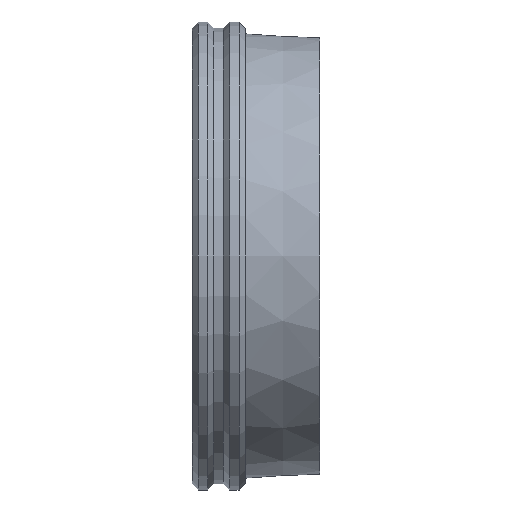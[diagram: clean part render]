
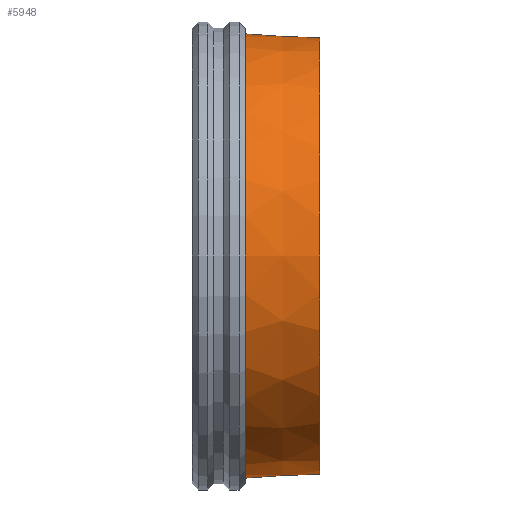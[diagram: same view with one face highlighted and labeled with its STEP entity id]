
A CAD part, left-side view. The second image highlights one B-rep face of the part: STEP entity #5948.
In plain terms, the highlighted conical face has half-angle 3 degrees and reference radius 153.36 mm.
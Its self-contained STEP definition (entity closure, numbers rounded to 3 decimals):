
#25=CONICAL_SURFACE('',#6349,153.36,0.052);
#839=FACE_OUTER_BOUND('',#1199,.T.);
#1199=EDGE_LOOP('',(#5472,#5473,#5474,#5475,#5476,#5477));
#1631=LINE('',#13507,#2063);
#2063=VECTOR('',#7545,153.36);
#2214=CIRCLE('',#6295,151.997);
#2217=CIRCLE('',#6298,151.997);
#2248=CIRCLE('',#6347,154.722);
#2249=CIRCLE('',#6348,154.722);
#2802=VERTEX_POINT('',#13400);
#2803=VERTEX_POINT('',#13401);
#2836=VERTEX_POINT('',#13502);
#2837=VERTEX_POINT('',#13503);
#3665=EDGE_CURVE('',#2802,#2803,#2214,.T.);
#3669=EDGE_CURVE('',#2803,#2802,#2217,.T.);
#3715=EDGE_CURVE('',#2836,#2837,#2248,.T.);
#3716=EDGE_CURVE('',#2837,#2836,#2249,.T.);
#3717=EDGE_CURVE('',#2803,#2837,#1631,.T.);
#5472=ORIENTED_EDGE('',*,*,#3665,.F.);
#5473=ORIENTED_EDGE('',*,*,#3669,.F.);
#5474=ORIENTED_EDGE('',*,*,#3717,.T.);
#5475=ORIENTED_EDGE('',*,*,#3716,.T.);
#5476=ORIENTED_EDGE('',*,*,#3715,.T.);
#5477=ORIENTED_EDGE('',*,*,#3717,.F.);
#5948=ADVANCED_FACE('',(#839),#25,.T.);
#6295=AXIS2_PLACEMENT_3D('',#13402,#7419,#7420);
#6298=AXIS2_PLACEMENT_3D('',#13408,#7426,#7427);
#6347=AXIS2_PLACEMENT_3D('',#13504,#7539,#7540);
#6348=AXIS2_PLACEMENT_3D('',#13505,#7541,#7542);
#6349=AXIS2_PLACEMENT_3D('',#13506,#7543,#7544);
#7419=DIRECTION('center_axis',(0.,-1.,0.));
#7420=DIRECTION('ref_axis',(1.,0.,0.));
#7426=DIRECTION('center_axis',(0.,-1.,0.));
#7427=DIRECTION('ref_axis',(1.,0.,0.));
#7539=DIRECTION('center_axis',(0.,-1.,0.));
#7540=DIRECTION('ref_axis',(1.,0.,0.));
#7541=DIRECTION('center_axis',(0.,-1.,0.));
#7542=DIRECTION('ref_axis',(1.,0.,0.));
#7543=DIRECTION('center_axis',(0.,1.,0.));
#7544=DIRECTION('ref_axis',(1.,0.,0.));
#7545=DIRECTION('',(-0.052,0.999,0.));
#13400=CARTESIAN_POINT('',(151.997,0.,0.));
#13401=CARTESIAN_POINT('',(-151.997,0.,0.));
#13402=CARTESIAN_POINT('Origin',(0.,0.,0.));
#13408=CARTESIAN_POINT('Origin',(0.,0.,0.));
#13502=CARTESIAN_POINT('',(154.722,52.,0.));
#13503=CARTESIAN_POINT('',(-154.722,52.,0.));
#13504=CARTESIAN_POINT('Origin',(0.,52.,0.));
#13505=CARTESIAN_POINT('Origin',(0.,52.,0.));
#13506=CARTESIAN_POINT('Origin',(0.,26.,0.));
#13507=CARTESIAN_POINT('',(-153.36,26.,0.));
